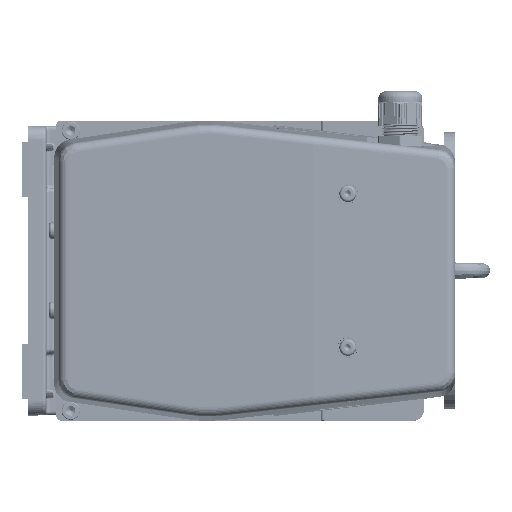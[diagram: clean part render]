
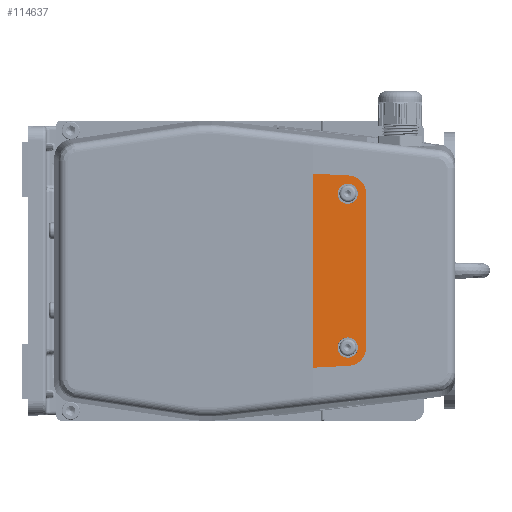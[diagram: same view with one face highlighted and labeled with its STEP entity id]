
A CAD part, front view. The second image highlights one B-rep face of the part: STEP entity #114637.
In plain terms, the highlighted planar face has unit normal (0.052, -0.999, 0).
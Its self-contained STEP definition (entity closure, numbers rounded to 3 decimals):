
#2428=PLANE('',#122096);
#4641=ELLIPSE('',#122097,5.55,5.542);
#4642=ELLIPSE('',#122098,5.55,5.542);
#5175=FACE_BOUND('',#13273,.T.);
#5176=FACE_BOUND('',#13274,.T.);
#6702=FACE_OUTER_BOUND('',#13272,.T.);
#13272=EDGE_LOOP('',(#77924,#77925,#77926,#77927,#77928,#77929));
#13273=EDGE_LOOP('',(#77930));
#13274=EDGE_LOOP('',(#77931));
#19548=B_SPLINE_CURVE_WITH_KNOTS('',3,(#179061,#179062,#179063,#179064,
#179065,#179066,#179067,#179068,#179069,#179070),.UNSPECIFIED.,.F.,.F.,
(4,2,2,2,4),(-2.473,-1.978,-1.248,-0.477,
0.),.UNSPECIFIED.);
#19549=B_SPLINE_CURVE_WITH_KNOTS('',3,(#179074,#179075,#179076,#179077,
#179078,#179079,#179080,#179081,#179082,#179083),.UNSPECIFIED.,.F.,.F.,
(4,2,2,2,4),(-1.96,-1.599,-1.015,-0.463,
0.),.UNSPECIFIED.);
#25366=LINE('',#178736,#33895);
#25397=LINE('',#179059,#33926);
#25398=LINE('',#179072,#33927);
#25399=LINE('',#179084,#33928);
#33895=VECTOR('',#136447,105.987);
#33926=VECTOR('',#136492,19.276);
#33927=VECTOR('',#136493,84.);
#33928=VECTOR('',#136494,19.276);
#46927=VERTEX_POINT('',#178733);
#46928=VERTEX_POINT('',#178735);
#46963=VERTEX_POINT('',#179058);
#46964=VERTEX_POINT('',#179060);
#46965=VERTEX_POINT('',#179071);
#46966=VERTEX_POINT('',#179073);
#46967=VERTEX_POINT('',#179085);
#46968=VERTEX_POINT('',#179087);
#58531=EDGE_CURVE('',#46927,#46928,#25366,.T.);
#58569=EDGE_CURVE('',#46927,#46963,#25397,.T.);
#58570=EDGE_CURVE('',#46963,#46964,#19548,.T.);
#58571=EDGE_CURVE('',#46965,#46964,#25398,.T.);
#58572=EDGE_CURVE('',#46965,#46966,#19549,.T.);
#58573=EDGE_CURVE('',#46928,#46966,#25399,.T.);
#58574=EDGE_CURVE('',#46967,#46967,#4641,.T.);
#58575=EDGE_CURVE('',#46968,#46968,#4642,.T.);
#77924=ORIENTED_EDGE('',*,*,#58531,.F.);
#77925=ORIENTED_EDGE('',*,*,#58569,.T.);
#77926=ORIENTED_EDGE('',*,*,#58570,.T.);
#77927=ORIENTED_EDGE('',*,*,#58571,.F.);
#77928=ORIENTED_EDGE('',*,*,#58572,.T.);
#77929=ORIENTED_EDGE('',*,*,#58573,.F.);
#77930=ORIENTED_EDGE('',*,*,#58574,.F.);
#77931=ORIENTED_EDGE('',*,*,#58575,.F.);
#114637=ADVANCED_FACE('',(#6702,#5175,#5176),#2428,.F.);
#122096=AXIS2_PLACEMENT_3D('',#179057,#136490,#136491);
#122097=AXIS2_PLACEMENT_3D('',#179086,#136495,#136496);
#122098=AXIS2_PLACEMENT_3D('',#179088,#136497,#136498);
#136447=DIRECTION('',(0.,0.,1.));
#136490=DIRECTION('center_axis',(-0.052,0.999,
0.));
#136491=DIRECTION('ref_axis',(0.,0.,
-1.));
#136492=DIRECTION('',(0.997,0.052,0.052));
#136493=DIRECTION('',(0.,0.,-1.));
#136494=DIRECTION('',(0.997,0.052,-0.052));
#136495=DIRECTION('center_axis',(0.052,-0.999,
0.));
#136496=DIRECTION('ref_axis',(-0.999,-0.052,0.));
#136497=DIRECTION('center_axis',(0.052,-0.999,
0.));
#136498=DIRECTION('ref_axis',(-0.999,-0.052,0.));
#178733=CARTESIAN_POINT('',(39.6,-217.013,-52.994));
#178735=CARTESIAN_POINT('',(39.6,-217.013,52.994));
#178736=CARTESIAN_POINT('',(39.6,-217.013,-52.994));
#179057=CARTESIAN_POINT('Origin',(39.6,-217.013,-75.285));
#179058=CARTESIAN_POINT('',(58.823,-216.005,-51.986));
#179059=CARTESIAN_POINT('',(39.6,-217.013,-52.994));
#179060=CARTESIAN_POINT('',(68.3,-215.509,-42.));
#179061=CARTESIAN_POINT('Ctrl Pts',(58.823,-216.005,
-51.986));
#179062=CARTESIAN_POINT('Ctrl Pts',(60.525,-215.916,
-51.897));
#179063=CARTESIAN_POINT('Ctrl Pts',(61.791,-215.85,
-51.409));
#179064=CARTESIAN_POINT('Ctrl Pts',(63.681,-215.751,
-50.521));
#179065=CARTESIAN_POINT('Ctrl Pts',(64.701,-215.697,
-49.783));
#179066=CARTESIAN_POINT('Ctrl Pts',(66.46,-215.605,
-47.928));
#179067=CARTESIAN_POINT('Ctrl Pts',(67.173,-215.568,
-46.798));
#179068=CARTESIAN_POINT('Ctrl Pts',(67.934,-215.528,
-44.801));
#179069=CARTESIAN_POINT('Ctrl Pts',(68.3,-215.509,
-43.588));
#179070=CARTESIAN_POINT('Ctrl Pts',(68.3,-215.509,-42.));
#179071=CARTESIAN_POINT('',(68.3,-215.509,42.));
#179072=CARTESIAN_POINT('',(68.3,-215.509,42.));
#179073=CARTESIAN_POINT('',(58.823,-216.005,51.986));
#179074=CARTESIAN_POINT('Ctrl Pts',(68.3,-215.509,42.));
#179075=CARTESIAN_POINT('Ctrl Pts',(68.3,-215.509,
43.588));
#179076=CARTESIAN_POINT('Ctrl Pts',(67.934,-215.528,
44.801));
#179077=CARTESIAN_POINT('Ctrl Pts',(67.173,-215.568,
46.797));
#179078=CARTESIAN_POINT('Ctrl Pts',(66.46,-215.605,
47.927));
#179079=CARTESIAN_POINT('Ctrl Pts',(64.702,-215.697,
49.782));
#179080=CARTESIAN_POINT('Ctrl Pts',(63.681,-215.751,
50.52));
#179081=CARTESIAN_POINT('Ctrl Pts',(61.613,-215.859,
51.492));
#179082=CARTESIAN_POINT('Ctrl Pts',(60.361,-215.925,
51.906));
#179083=CARTESIAN_POINT('Ctrl Pts',(58.823,-216.005,51.986));
#179084=CARTESIAN_POINT('',(39.6,-217.013,52.994));
#179085=CARTESIAN_POINT('',(58.3,-216.033,-36.458));
#179086=CARTESIAN_POINT('Origin',(58.297,-216.033,-42.));
#179087=CARTESIAN_POINT('',(58.3,-216.033,47.542));
#179088=CARTESIAN_POINT('Origin',(58.297,-216.033,42.));
